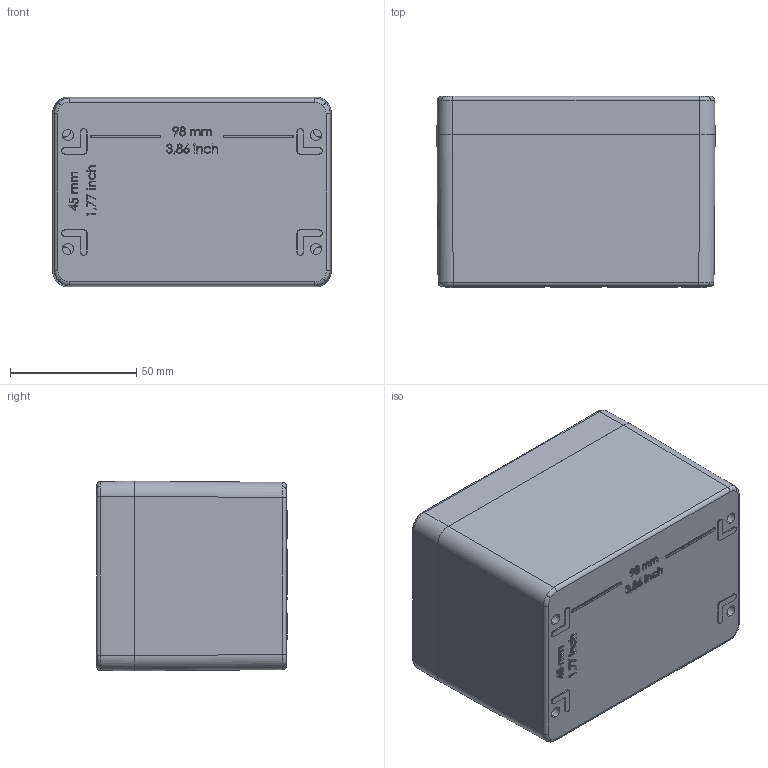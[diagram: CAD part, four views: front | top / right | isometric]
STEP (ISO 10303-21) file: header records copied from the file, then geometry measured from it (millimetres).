
FILE_DESCRIPTION (( 'STEP AP214' ), '1' );
FILE_NAME ('26081108.STEP', '2017-06-08T12:18:00', ( 'Macha' ), ( 'Hewlett-Packard Company' ), 'SwSTEP 2.0', 'SolidWorks 2015', '' );
FILE_SCHEMA (( 'AUTOMOTIVE_DESIGN' ));
Length unit declared in the file: millimetre
Products named in the file (9): 92684; 82014_340; 93133; 23232-Deckel; 23042-Unterteil; 86221; 86223; 26081108
Assembly tree (19 placements, depth 3):
  26081108
    23042-Unterteil
      23042-Unterteil
      86223  x4
      86221  x6
    23232-Deckel
    93133  x4
    82014_340
    92684
Bounding box: 110 x 75.5 x 75 mm (x, y, z)
Volume: 212168.3 mm3; surface area: 97185.3 mm2
Topology: 18 solids, 18 shells, 1506 faces, 3828 edges, 2450 vertices
Faces by surface type: plane 668, bspline 372, cone 216, cylinder 178, torus 72
Entity records: 53394 total; most frequent: CARTESIAN_POINT 27507, ORIENTED_EDGE 5952, DIRECTION 4098, EDGE_CURVE 2976, VERTEX_POINT 1936, LINE 1644, VECTOR 1644, EDGE_LOOP 1282
